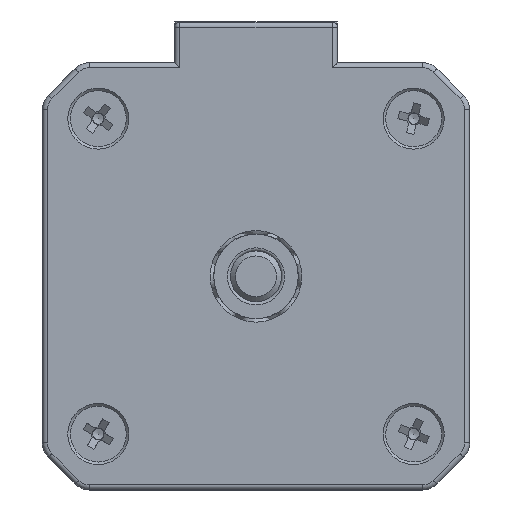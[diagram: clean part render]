
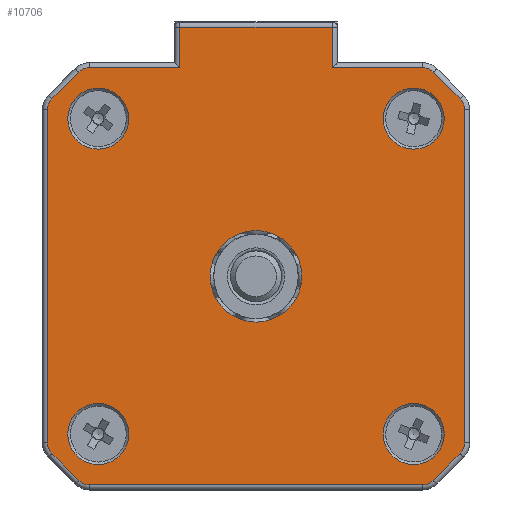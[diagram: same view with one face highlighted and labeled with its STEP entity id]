
A CAD part, front view. The second image highlights one B-rep face of the part: STEP entity #10706.
In plain terms, the highlighted planar face has unit normal (0, -1, 0).
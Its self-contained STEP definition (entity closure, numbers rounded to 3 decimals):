
#609=FACE_BOUND('',#2306,.T.);
#610=FACE_BOUND('',#2307,.T.);
#611=FACE_BOUND('',#2308,.T.);
#612=FACE_BOUND('',#2309,.T.);
#613=FACE_BOUND('',#2310,.T.);
#850=CIRCLE('',#11411,1.5);
#851=CIRCLE('',#11412,1.5);
#852=CIRCLE('',#11413,1.5);
#853=CIRCLE('',#11414,1.5);
#854=CIRCLE('',#11415,1.5);
#855=CIRCLE('',#11416,1.5);
#856=CIRCLE('',#11417,1.5);
#857=CIRCLE('',#11418,1.5);
#858=CIRCLE('',#11419,3.);
#859=CIRCLE('',#11420,3.);
#860=CIRCLE('',#11421,3.);
#861=CIRCLE('',#11422,3.);
#862=CIRCLE('',#11423,4.5);
#1629=FACE_OUTER_BOUND('',#2305,.T.);
#2305=EDGE_LOOP('',(#6888,#6889,#6890,#6891,#6892,#6893,#6894,#6895,#6896,
#6897,#6898,#6899,#6900,#6901,#6902,#6903,#6904,#6905,#6906,#6907));
#2306=EDGE_LOOP('',(#6908));
#2307=EDGE_LOOP('',(#6909));
#2308=EDGE_LOOP('',(#6910));
#2309=EDGE_LOOP('',(#6911));
#2310=EDGE_LOOP('',(#6912));
#3238=LINE('',#16154,#3798);
#3239=LINE('',#16158,#3799);
#3240=LINE('',#16162,#3800);
#3241=LINE('',#16166,#3801);
#3242=LINE('',#16170,#3802);
#3243=LINE('',#16174,#3803);
#3244=LINE('',#16178,#3804);
#3245=LINE('',#16182,#3805);
#3246=LINE('',#16184,#3806);
#3247=LINE('',#16186,#3807);
#3248=LINE('',#16188,#3808);
#3249=LINE('',#16190,#3809);
#3798=VECTOR('',#12881,3.717);
#3799=VECTOR('',#12884,32.743);
#3800=VECTOR('',#12887,3.717);
#3801=VECTOR('',#12890,32.743);
#3802=VECTOR('',#12893,3.717);
#3803=VECTOR('',#12896,32.743);
#3804=VECTOR('',#12899,3.717);
#3805=VECTOR('',#12902,8.872);
#3806=VECTOR('',#12903,4.);
#3807=VECTOR('',#12904,15.);
#3808=VECTOR('',#12905,4.);
#3809=VECTOR('',#12906,8.872);
#4352=VERTEX_POINT('',#16152);
#4353=VERTEX_POINT('',#16153);
#4354=VERTEX_POINT('',#16155);
#4355=VERTEX_POINT('',#16157);
#4356=VERTEX_POINT('',#16159);
#4357=VERTEX_POINT('',#16161);
#4358=VERTEX_POINT('',#16163);
#4359=VERTEX_POINT('',#16165);
#4360=VERTEX_POINT('',#16167);
#4361=VERTEX_POINT('',#16169);
#4362=VERTEX_POINT('',#16171);
#4363=VERTEX_POINT('',#16173);
#4364=VERTEX_POINT('',#16175);
#4365=VERTEX_POINT('',#16177);
#4366=VERTEX_POINT('',#16179);
#4367=VERTEX_POINT('',#16181);
#4368=VERTEX_POINT('',#16183);
#4369=VERTEX_POINT('',#16185);
#4370=VERTEX_POINT('',#16187);
#4371=VERTEX_POINT('',#16189);
#4372=VERTEX_POINT('',#16192);
#4373=VERTEX_POINT('',#16194);
#4374=VERTEX_POINT('',#16196);
#4375=VERTEX_POINT('',#16198);
#4376=VERTEX_POINT('',#16200);
#5348=EDGE_CURVE('',#4352,#4353,#3238,.T.);
#5349=EDGE_CURVE('',#4353,#4354,#850,.T.);
#5350=EDGE_CURVE('',#4354,#4355,#3239,.T.);
#5351=EDGE_CURVE('',#4355,#4356,#851,.T.);
#5352=EDGE_CURVE('',#4356,#4357,#3240,.T.);
#5353=EDGE_CURVE('',#4357,#4358,#852,.T.);
#5354=EDGE_CURVE('',#4358,#4359,#3241,.T.);
#5355=EDGE_CURVE('',#4359,#4360,#853,.T.);
#5356=EDGE_CURVE('',#4360,#4361,#3242,.T.);
#5357=EDGE_CURVE('',#4361,#4362,#854,.T.);
#5358=EDGE_CURVE('',#4362,#4363,#3243,.T.);
#5359=EDGE_CURVE('',#4363,#4364,#855,.T.);
#5360=EDGE_CURVE('',#4364,#4365,#3244,.T.);
#5361=EDGE_CURVE('',#4365,#4366,#856,.T.);
#5362=EDGE_CURVE('',#4366,#4367,#3245,.T.);
#5363=EDGE_CURVE('',#4367,#4368,#3246,.T.);
#5364=EDGE_CURVE('',#4368,#4369,#3247,.T.);
#5365=EDGE_CURVE('',#4369,#4370,#3248,.T.);
#5366=EDGE_CURVE('',#4370,#4371,#3249,.T.);
#5367=EDGE_CURVE('',#4371,#4352,#857,.T.);
#5368=EDGE_CURVE('',#4372,#4372,#858,.T.);
#5369=EDGE_CURVE('',#4373,#4373,#859,.T.);
#5370=EDGE_CURVE('',#4374,#4374,#860,.T.);
#5371=EDGE_CURVE('',#4375,#4375,#861,.T.);
#5372=EDGE_CURVE('',#4376,#4376,#862,.T.);
#6888=ORIENTED_EDGE('',*,*,#5348,.T.);
#6889=ORIENTED_EDGE('',*,*,#5349,.T.);
#6890=ORIENTED_EDGE('',*,*,#5350,.T.);
#6891=ORIENTED_EDGE('',*,*,#5351,.T.);
#6892=ORIENTED_EDGE('',*,*,#5352,.T.);
#6893=ORIENTED_EDGE('',*,*,#5353,.T.);
#6894=ORIENTED_EDGE('',*,*,#5354,.T.);
#6895=ORIENTED_EDGE('',*,*,#5355,.T.);
#6896=ORIENTED_EDGE('',*,*,#5356,.T.);
#6897=ORIENTED_EDGE('',*,*,#5357,.T.);
#6898=ORIENTED_EDGE('',*,*,#5358,.T.);
#6899=ORIENTED_EDGE('',*,*,#5359,.T.);
#6900=ORIENTED_EDGE('',*,*,#5360,.T.);
#6901=ORIENTED_EDGE('',*,*,#5361,.T.);
#6902=ORIENTED_EDGE('',*,*,#5362,.T.);
#6903=ORIENTED_EDGE('',*,*,#5363,.T.);
#6904=ORIENTED_EDGE('',*,*,#5364,.T.);
#6905=ORIENTED_EDGE('',*,*,#5365,.T.);
#6906=ORIENTED_EDGE('',*,*,#5366,.T.);
#6907=ORIENTED_EDGE('',*,*,#5367,.T.);
#6908=ORIENTED_EDGE('',*,*,#5368,.F.);
#6909=ORIENTED_EDGE('',*,*,#5369,.F.);
#6910=ORIENTED_EDGE('',*,*,#5370,.F.);
#6911=ORIENTED_EDGE('',*,*,#5371,.F.);
#6912=ORIENTED_EDGE('',*,*,#5372,.F.);
#9762=PLANE('',#11410);
#10706=ADVANCED_FACE('',(#1629,#609,#610,#611,#612,#613),#9762,.T.);
#11410=AXIS2_PLACEMENT_3D('',#16151,#12879,#12880);
#11411=AXIS2_PLACEMENT_3D('',#16156,#12882,#12883);
#11412=AXIS2_PLACEMENT_3D('',#16160,#12885,#12886);
#11413=AXIS2_PLACEMENT_3D('',#16164,#12888,#12889);
#11414=AXIS2_PLACEMENT_3D('',#16168,#12891,#12892);
#11415=AXIS2_PLACEMENT_3D('',#16172,#12894,#12895);
#11416=AXIS2_PLACEMENT_3D('',#16176,#12897,#12898);
#11417=AXIS2_PLACEMENT_3D('',#16180,#12900,#12901);
#11418=AXIS2_PLACEMENT_3D('',#16191,#12907,#12908);
#11419=AXIS2_PLACEMENT_3D('',#16193,#12909,#12910);
#11420=AXIS2_PLACEMENT_3D('',#16195,#12911,#12912);
#11421=AXIS2_PLACEMENT_3D('',#16197,#12913,#12914);
#11422=AXIS2_PLACEMENT_3D('',#16199,#12915,#12916);
#11423=AXIS2_PLACEMENT_3D('',#16201,#12917,#12918);
#12879=DIRECTION('center_axis',(0.,-1.,0.));
#12880=DIRECTION('ref_axis',(1.,0.,0.));
#12881=DIRECTION('',(-0.707,0.,-0.707));
#12882=DIRECTION('center_axis',(0.,-1.,0.));
#12883=DIRECTION('ref_axis',(1.,0.,0.));
#12884=DIRECTION('',(0.,0.,-1.));
#12885=DIRECTION('center_axis',(0.,-1.,0.));
#12886=DIRECTION('ref_axis',(1.,0.,0.));
#12887=DIRECTION('',(0.707,0.,-0.707));
#12888=DIRECTION('center_axis',(0.,-1.,0.));
#12889=DIRECTION('ref_axis',(1.,0.,0.));
#12890=DIRECTION('',(1.,0.,0.));
#12891=DIRECTION('center_axis',(0.,-1.,0.));
#12892=DIRECTION('ref_axis',(1.,0.,0.));
#12893=DIRECTION('',(0.707,0.,0.707));
#12894=DIRECTION('center_axis',(0.,-1.,0.));
#12895=DIRECTION('ref_axis',(1.,0.,0.));
#12896=DIRECTION('',(0.,0.,1.));
#12897=DIRECTION('center_axis',(0.,-1.,0.));
#12898=DIRECTION('ref_axis',(1.,0.,0.));
#12899=DIRECTION('',(-0.707,0.,0.707));
#12900=DIRECTION('center_axis',(0.,-1.,0.));
#12901=DIRECTION('ref_axis',(1.,0.,0.));
#12902=DIRECTION('',(-1.,0.,0.));
#12903=DIRECTION('',(0.,0.,1.));
#12904=DIRECTION('',(-1.,0.,0.));
#12905=DIRECTION('',(0.,0.,-1.));
#12906=DIRECTION('',(-1.,0.,0.));
#12907=DIRECTION('center_axis',(0.,-1.,0.));
#12908=DIRECTION('ref_axis',(1.,0.,0.));
#12909=DIRECTION('center_axis',(0.,-1.,0.));
#12910=DIRECTION('ref_axis',(0.,0.,
-1.));
#12911=DIRECTION('center_axis',(0.,-1.,0.));
#12912=DIRECTION('ref_axis',(0.,0.,
-1.));
#12913=DIRECTION('center_axis',(0.,-1.,0.));
#12914=DIRECTION('ref_axis',(0.,0.,
-1.));
#12915=DIRECTION('center_axis',(0.,-1.,0.));
#12916=DIRECTION('ref_axis',(0.,0.,
-1.));
#12917=DIRECTION('center_axis',(0.,-1.,0.));
#12918=DIRECTION('ref_axis',(0.,0.,
-1.));
#16151=CARTESIAN_POINT('Origin',(0.,0.,0.));
#16152=CARTESIAN_POINT('',(-17.432,0.,20.061));
#16153=CARTESIAN_POINT('',(-20.061,0.,17.432));
#16154=CARTESIAN_POINT('',(-17.432,0.,20.061));
#16155=CARTESIAN_POINT('',(-20.5,0.,16.372));
#16156=CARTESIAN_POINT('Origin',(-19.,0.,16.372));
#16157=CARTESIAN_POINT('',(-20.5,0.,-16.372));
#16158=CARTESIAN_POINT('',(-20.5,0.,16.372));
#16159=CARTESIAN_POINT('',(-20.061,0.,-17.432));
#16160=CARTESIAN_POINT('Origin',(-19.,0.,-16.372));
#16161=CARTESIAN_POINT('',(-17.432,0.,-20.061));
#16162=CARTESIAN_POINT('',(-20.061,0.,-17.432));
#16163=CARTESIAN_POINT('',(-16.372,0.,-20.5));
#16164=CARTESIAN_POINT('Origin',(-16.372,0.,-19.));
#16165=CARTESIAN_POINT('',(16.372,0.,-20.5));
#16166=CARTESIAN_POINT('',(-16.372,0.,-20.5));
#16167=CARTESIAN_POINT('',(17.432,0.,-20.061));
#16168=CARTESIAN_POINT('Origin',(16.372,0.,-19.));
#16169=CARTESIAN_POINT('',(20.061,0.,-17.432));
#16170=CARTESIAN_POINT('',(17.432,0.,-20.061));
#16171=CARTESIAN_POINT('',(20.5,0.,-16.372));
#16172=CARTESIAN_POINT('Origin',(19.,0.,-16.372));
#16173=CARTESIAN_POINT('',(20.5,0.,16.372));
#16174=CARTESIAN_POINT('',(20.5,0.,-16.372));
#16175=CARTESIAN_POINT('',(20.061,0.,17.432));
#16176=CARTESIAN_POINT('Origin',(19.,0.,16.372));
#16177=CARTESIAN_POINT('',(17.432,0.,20.061));
#16178=CARTESIAN_POINT('',(20.061,0.,17.432));
#16179=CARTESIAN_POINT('',(16.372,0.,20.5));
#16180=CARTESIAN_POINT('Origin',(16.372,0.,19.));
#16181=CARTESIAN_POINT('',(7.5,0.,20.5));
#16182=CARTESIAN_POINT('',(16.372,0.,20.5));
#16183=CARTESIAN_POINT('',(7.5,0.,24.5));
#16184=CARTESIAN_POINT('',(7.5,0.,20.5));
#16185=CARTESIAN_POINT('',(-7.5,0.,24.5));
#16186=CARTESIAN_POINT('',(7.5,0.,24.5));
#16187=CARTESIAN_POINT('',(-7.5,0.,20.5));
#16188=CARTESIAN_POINT('',(-7.5,0.,24.5));
#16189=CARTESIAN_POINT('',(-16.372,0.,20.5));
#16190=CARTESIAN_POINT('',(-7.5,0.,20.5));
#16191=CARTESIAN_POINT('Origin',(-16.372,0.,19.));
#16192=CARTESIAN_POINT('',(-15.5,0.,12.5));
#16193=CARTESIAN_POINT('Origin',(-15.5,0.,15.5));
#16194=CARTESIAN_POINT('',(15.5,0.,12.5));
#16195=CARTESIAN_POINT('Origin',(15.5,0.,15.5));
#16196=CARTESIAN_POINT('',(15.5,0.,-18.5));
#16197=CARTESIAN_POINT('Origin',(15.5,0.,-15.5));
#16198=CARTESIAN_POINT('',(-15.5,0.,-18.5));
#16199=CARTESIAN_POINT('Origin',(-15.5,0.,-15.5));
#16200=CARTESIAN_POINT('',(0.,0.,-4.5));
#16201=CARTESIAN_POINT('Origin',(0.,0.,0.));
